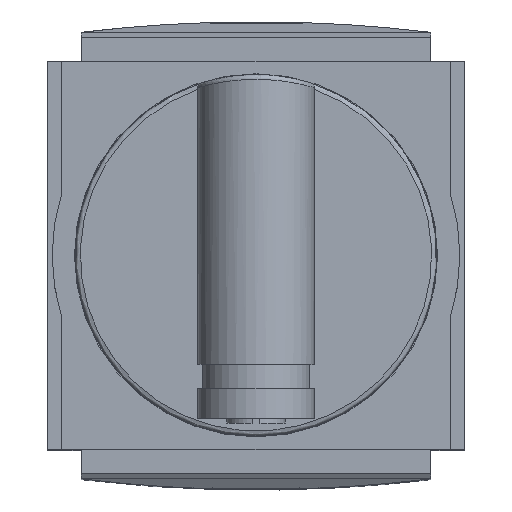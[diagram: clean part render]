
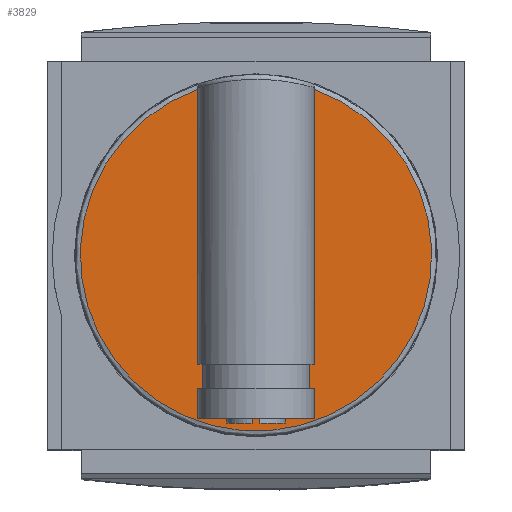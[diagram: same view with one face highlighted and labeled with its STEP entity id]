
A CAD part, top view. The second image highlights one B-rep face of the part: STEP entity #3829.
In plain terms, the highlighted planar face has unit normal (0, 0, 1).
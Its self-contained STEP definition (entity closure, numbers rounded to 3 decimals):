
#3428=CARTESIAN_POINT('',(-6.,-13.75,41.6));
#3429=VERTEX_POINT('',#3428);
#3436=CARTESIAN_POINT('',(-6.,-16.8,41.6));
#3437=VERTEX_POINT('',#3436);
#3438=CARTESIAN_POINT('',(-6.,-16.8,41.6));
#3439=DIRECTION('',(0.0,1.0,0.0));
#3440=VECTOR('',#3439,3.05);
#3441=LINE('',#3438,#3440);
#3442=EDGE_CURVE('',#3437,#3429,#3441,.T.);
#3484=CARTESIAN_POINT('',(6.,-11.25,41.6));
#3485=VERTEX_POINT('',#3484);
#3492=CARTESIAN_POINT('',(6.,17.077,41.6));
#3493=VERTEX_POINT('',#3492);
#3494=CARTESIAN_POINT('',(6.,17.077,41.6));
#3495=DIRECTION('',(0.0,-1.0,0.0));
#3496=VECTOR('',#3495,28.327);
#3497=LINE('',#3494,#3496);
#3498=EDGE_CURVE('',#3493,#3485,#3497,.T.);
#3603=CARTESIAN_POINT('',(6.,-13.75,41.6));
#3604=VERTEX_POINT('',#3603);
#3612=CARTESIAN_POINT('',(6.,-16.8,41.6));
#3613=VERTEX_POINT('',#3612);
#3620=CARTESIAN_POINT('',(6.,-13.75,41.6));
#3621=DIRECTION('',(0.0,-1.0,0.0));
#3622=VECTOR('',#3621,3.05);
#3623=LINE('',#3620,#3622);
#3624=EDGE_CURVE('',#3604,#3613,#3623,.T.);
#3635=CARTESIAN_POINT('',(-6.,-11.25,41.6));
#3636=VERTEX_POINT('',#3635);
#3643=CARTESIAN_POINT('',(-5.5,-11.25,41.6));
#3644=VERTEX_POINT('',#3643);
#3645=CARTESIAN_POINT('',(-5.5,-11.25,41.6));
#3646=DIRECTION('',(-1.0,0.0,0.0));
#3647=VECTOR('',#3646,0.5);
#3648=LINE('',#3645,#3647);
#3649=EDGE_CURVE('',#3644,#3636,#3648,.T.);
#3668=CARTESIAN_POINT('',(5.5,-11.25,41.6));
#3669=VERTEX_POINT('',#3668);
#3676=CARTESIAN_POINT('',(6.,-11.25,41.6));
#3677=DIRECTION('',(-1.0,0.0,0.0));
#3678=VECTOR('',#3677,0.5);
#3679=LINE('',#3676,#3678);
#3680=EDGE_CURVE('',#3485,#3669,#3679,.T.);
#3692=CARTESIAN_POINT('',(5.5,-13.75,41.6));
#3693=VERTEX_POINT('',#3692);
#3694=CARTESIAN_POINT('',(6.,-13.75,41.6));
#3695=DIRECTION('',(-1.0,0.0,0.0));
#3696=VECTOR('',#3695,0.5);
#3697=LINE('',#3694,#3696);
#3698=EDGE_CURVE('',#3604,#3693,#3697,.T.);
#3717=CARTESIAN_POINT('',(-5.5,-13.75,41.6));
#3718=VERTEX_POINT('',#3717);
#3725=CARTESIAN_POINT('',(-5.5,-13.75,41.6));
#3726=DIRECTION('',(-1.0,0.0,0.0));
#3727=VECTOR('',#3726,0.5);
#3728=LINE('',#3725,#3727);
#3729=EDGE_CURVE('',#3718,#3429,#3728,.T.);
#3749=CARTESIAN_POINT('',(-5.5,-11.25,41.6));
#3750=DIRECTION('',(0.0,-1.0,0.0));
#3751=VECTOR('',#3750,2.5);
#3752=LINE('',#3749,#3751);
#3753=EDGE_CURVE('',#3644,#3718,#3752,.T.);
#3781=CARTESIAN_POINT('',(5.5,-11.25,41.6));
#3782=DIRECTION('',(0.0,-1.0,0.0));
#3783=VECTOR('',#3782,2.5);
#3784=LINE('',#3781,#3783);
#3785=EDGE_CURVE('',#3669,#3693,#3784,.T.);
#3792=CARTESIAN_POINT('',(0.0,-9.3,41.6));
#3793=DIRECTION('',(0.0,0.0,1.0));
#3794=DIRECTION('',(-1.0,0.0,0.0));
#3795=AXIS2_PLACEMENT_3D('',#3792,#3793,#3794);
#3796=PLANE('',#3795);
#3797=CARTESIAN_POINT('',(-6.,17.077,41.6));
#3798=VERTEX_POINT('',#3797);
#3799=CARTESIAN_POINT('',(0.0,0.0,41.6));
#3800=DIRECTION('',(0.0,0.0,-1.0));
#3801=DIRECTION('',(0.0,-1.0,0.0));
#3802=AXIS2_PLACEMENT_3D('',#3799,#3800,#3801);
#3803=CIRCLE('',#3802,18.1);
#3804=EDGE_CURVE('',#3493,#3798,#3803,.T.);
#3805=ORIENTED_EDGE('',*,*,#3804,.F.);
#3806=ORIENTED_EDGE('',*,*,#3498,.T.);
#3807=ORIENTED_EDGE('',*,*,#3680,.T.);
#3808=ORIENTED_EDGE('',*,*,#3785,.T.);
#3809=ORIENTED_EDGE('',*,*,#3698,.F.);
#3810=ORIENTED_EDGE('',*,*,#3624,.T.);
#3811=CARTESIAN_POINT('',(6.,-16.8,41.6));
#3812=DIRECTION('',(-1.0,0.0,0.0));
#3813=VECTOR('',#3812,12.);
#3814=LINE('',#3811,#3813);
#3815=EDGE_CURVE('',#3613,#3437,#3814,.T.);
#3816=ORIENTED_EDGE('',*,*,#3815,.T.);
#3817=ORIENTED_EDGE('',*,*,#3442,.T.);
#3818=ORIENTED_EDGE('',*,*,#3729,.F.);
#3819=ORIENTED_EDGE('',*,*,#3753,.F.);
#3820=ORIENTED_EDGE('',*,*,#3649,.T.);
#3821=CARTESIAN_POINT('',(-6.,-11.25,41.6));
#3822=DIRECTION('',(0.0,1.0,0.0));
#3823=VECTOR('',#3822,28.327);
#3824=LINE('',#3821,#3823);
#3825=EDGE_CURVE('',#3636,#3798,#3824,.T.);
#3826=ORIENTED_EDGE('',*,*,#3825,.T.);
#3827=EDGE_LOOP('',(#3805,#3806,#3807,#3808,#3809,#3810,#3816,#3817,#3818,#3819,#3820,#3826));
#3828=FACE_OUTER_BOUND('',#3827,.T.);
#3829=ADVANCED_FACE('',(#3828),#3796,.T.);
